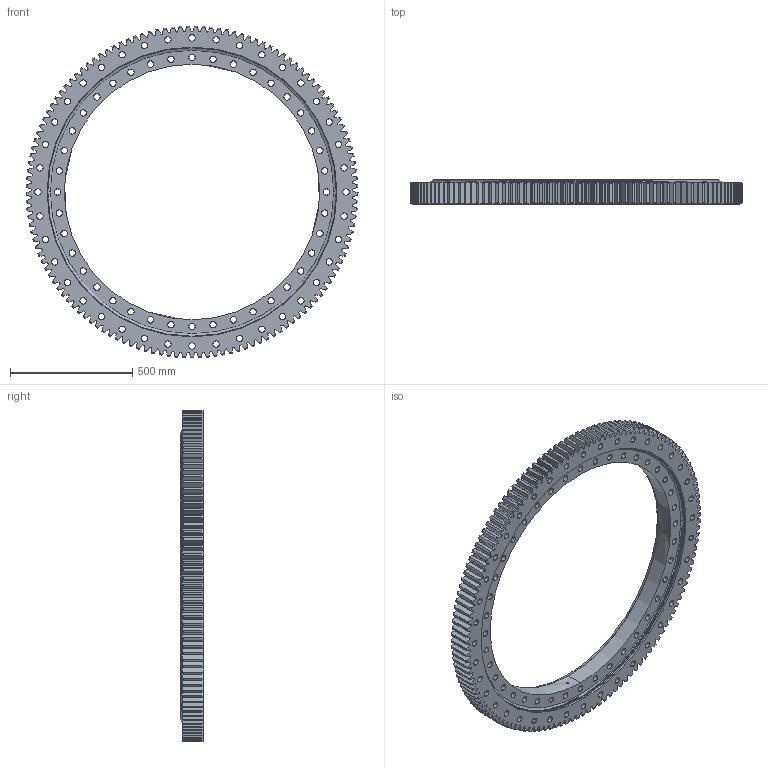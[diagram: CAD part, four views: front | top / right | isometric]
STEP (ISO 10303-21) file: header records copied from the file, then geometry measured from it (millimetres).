
FILE_DESCRIPTION (( 'STEP AP203' ), '1' );
FILE_NAME ('01-1180-00.STEP', '2017-12-26T10:14:35', ( 'defontaine' ), ( 'Hewlett-Packard Company' ), 'SwSTEP 2.0', 'SolidWorks 2016', '' );
FILE_SCHEMA (( 'CONFIG_CONTROL_DESIGN' ));
Length unit declared in the file: millimetre
Products named in the file (1): 01-1180-00
Bounding box: 1357.99 x 98 x 1357.91 mm (x, y, z)
Volume: 38045448.9 mm3; surface area: 3619817.1 mm2
Topology: 5 solids, 5 shells, 1028 faces, 3029 edges, 2011 vertices
Faces by surface type: cylinder 453, plane 280, cone 275, torus 18, sphere 2
Entity records: 36101 total; most frequent: CARTESIAN_POINT 8185, ORIENTED_EDGE 6048, DIRECTION 5750, EDGE_CURVE 3024, AXIS2_PLACEMENT_3D 2245, VERTEX_POINT 2008, VECTOR 1260, LINE 1260
